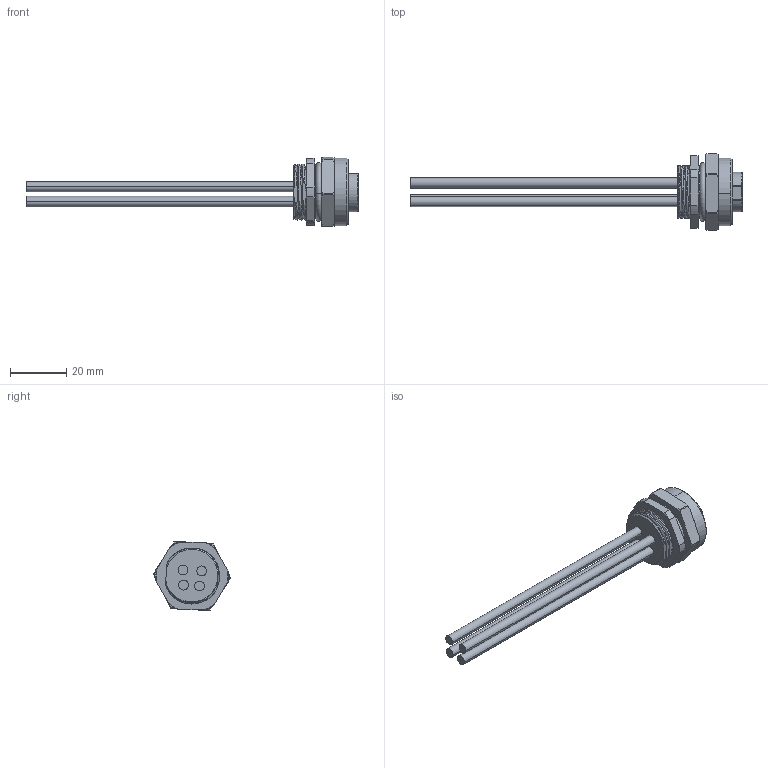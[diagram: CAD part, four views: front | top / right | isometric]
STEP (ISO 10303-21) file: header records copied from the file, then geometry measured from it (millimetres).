
FILE_DESCRIPTION((''),'2;1');
FILE_NAME('FMK42-M-M20_ASM','2019-02-02T',('Dell'),(''),'CREO PARAMETRIC BY PTC INC, 2017020','CREO PARAMETRIC BY PTC INC, 2017020','');
FILE_SCHEMA(('CONFIG_CONTROL_DESIGN'));
Length unit declared in the file: millimetre
Products named in the file (1): FMK42-M-M20_ASM
Bounding box: 118.5 x 27.48 x 24.64 mm (x, y, z)
Volume: 10993.2 mm3; surface area: 10028.1 mm2
Topology: 1 solids, 2 shells, 262 faces, 662 edges, 436 vertices
Faces by surface type: plane 104, cylinder 104, cone 36, bspline 11, torus 5, sphere 2
Entity records: 10805 total; most frequent: CARTESIAN_POINT 4591, ORIENTED_EDGE 1324, DIRECTION 1228, EDGE_CURVE 662, AXIS2_PLACEMENT_3D 490, VERTEX_POINT 436, EDGE_LOOP 296, FACE_OUTER_BOUND 262
